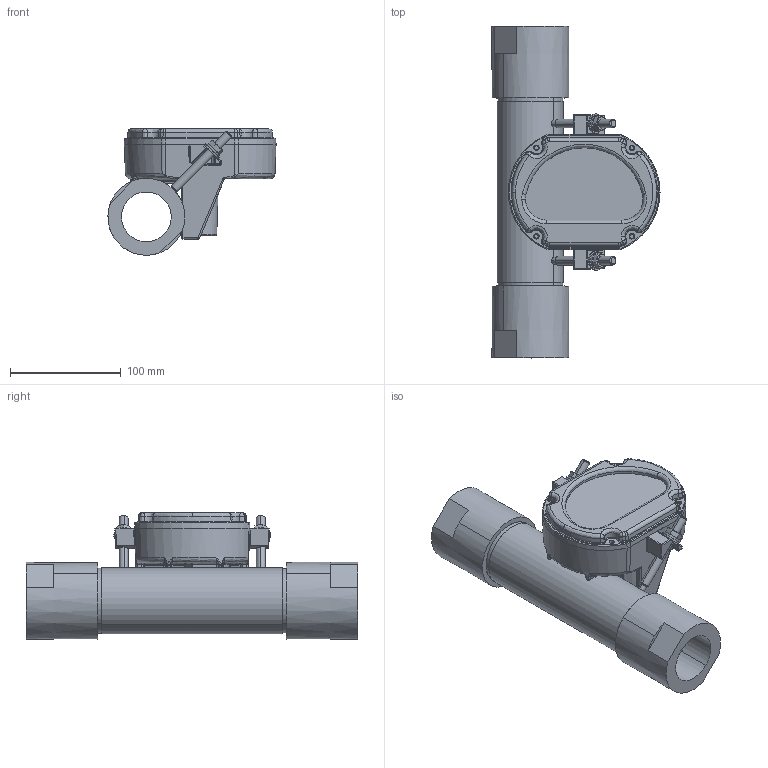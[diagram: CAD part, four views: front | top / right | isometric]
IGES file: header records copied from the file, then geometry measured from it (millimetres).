
Start section: SolidWorks IGES file using analytic representation for surfaces
Global section: file name: 3809G-D-12-A-1-A-0.IGS; native system: SolidWorks 2019; preprocessor: SolidWorks 2019; author: CFehr; date: 200403.100453; units: inch
Bounding box: 151.95 x 300 x 114.33 mm (x, y, z)
Volume: 616998.2 mm3; surface area: 263617.3 mm2
Topology: 15 solids, 15 shells, 1122 faces, 2652 edges, 1505 vertices
Faces by surface type: revolution 482, bspline 481, plane 159
